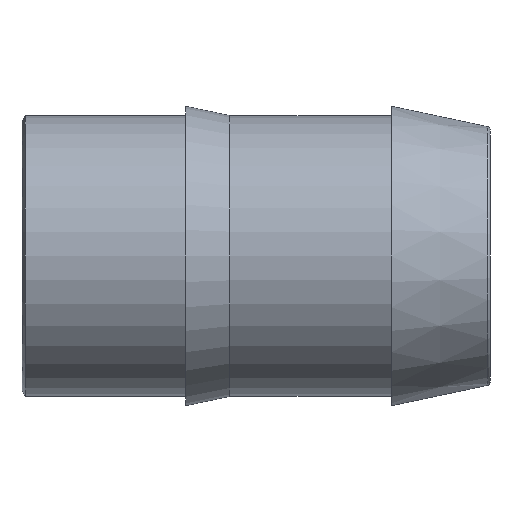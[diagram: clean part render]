
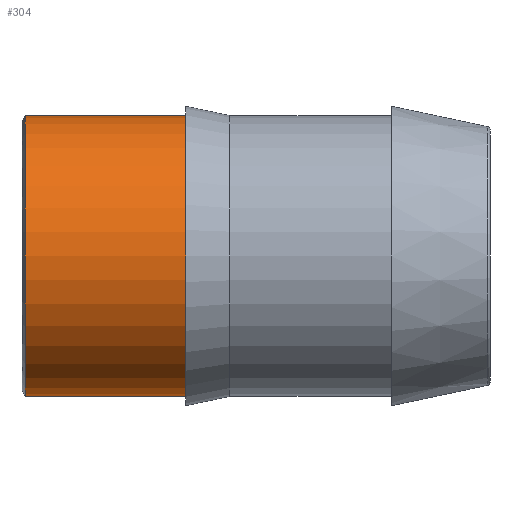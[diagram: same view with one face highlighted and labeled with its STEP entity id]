
A CAD part, front view. The second image highlights one B-rep face of the part: STEP entity #304.
In plain terms, the highlighted cylindrical face has radius 22.5 mm (diameter 45 mm), a partial arc.
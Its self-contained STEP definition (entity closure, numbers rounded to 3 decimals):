
#17 = DIRECTION ( 'NONE',  ( 0., 0., 1. ) ) ;
#20 = VERTEX_POINT ( 'NONE', #415 ) ;
#55 = ORIENTED_EDGE ( 'NONE', *, *, #385, .F. ) ;
#66 = FACE_OUTER_BOUND ( 'NONE', #152, .T. ) ;
#68 = AXIS2_PLACEMENT_3D ( 'NONE', #180, #446, #187 ) ;
#112 = EDGE_CURVE ( 'NONE', #356, #193, #437, .T. ) ;
#131 = CARTESIAN_POINT ( 'NONE',  ( 10.031, 0., -22.5 ) ) ;
#151 = CARTESIAN_POINT ( 'NONE',  ( -29.871, 0., 0. ) ) ;
#152 = EDGE_LOOP ( 'NONE', ( #281, #395, #411, #55 ) ) ;
#168 = CARTESIAN_POINT ( 'NONE',  ( -15.686, 0., -22.5 ) ) ;
#180 = CARTESIAN_POINT ( 'NONE',  ( 10.031, 0., 0. ) ) ;
#187 = DIRECTION ( 'NONE',  ( 0., 0., 1. ) ) ;
#193 = VERTEX_POINT ( 'NONE', #168 ) ;
#208 = CARTESIAN_POINT ( 'NONE',  ( -15.686, 0., 22.5 ) ) ;
#233 = CYLINDRICAL_SURFACE ( 'NONE', #507, 22.5 ) ;
#268 = CARTESIAN_POINT ( 'NONE',  ( -15.686, 0., 0. ) ) ;
#271 = VERTEX_POINT ( 'NONE', #208 ) ;
#281 = ORIENTED_EDGE ( 'NONE', *, *, #112, .F. ) ;
#295 = CIRCLE ( 'NONE', #457, 22.5 ) ;
#299 = DIRECTION ( 'NONE',  ( -1., 0., 0. ) ) ;
#303 = DIRECTION ( 'NONE',  ( -1., 0., 0. ) ) ;
#304 = ADVANCED_FACE ( 'NONE', ( #66 ), #233, .T. ) ;
#306 = LINE ( 'NONE', #491, #480 ) ;
#356 = VERTEX_POINT ( 'NONE', #131 ) ;
#363 = CIRCLE ( 'NONE', #68, 22.5 ) ;
#374 = EDGE_CURVE ( 'NONE', #20, #271, #306, .T. ) ;
#385 = EDGE_CURVE ( 'NONE', #193, #271, #295, .T. ) ;
#395 = ORIENTED_EDGE ( 'NONE', *, *, #503, .T. ) ;
#408 = DIRECTION ( 'NONE',  ( -1., 0., 0. ) ) ;
#411 = ORIENTED_EDGE ( 'NONE', *, *, #374, .T. ) ;
#415 = CARTESIAN_POINT ( 'NONE',  ( 10.031, 0., 22.5 ) ) ;
#437 = LINE ( 'NONE', #508, #468 ) ;
#446 = DIRECTION ( 'NONE',  ( -1., 0., 0. ) ) ;
#457 = AXIS2_PLACEMENT_3D ( 'NONE', #268, #408, #17 ) ;
#468 = VECTOR ( 'NONE', #303, 1000. ) ;
#479 = DIRECTION ( 'NONE',  ( -1., 0., 0. ) ) ;
#480 = VECTOR ( 'NONE', #479, 1000. ) ;
#491 = CARTESIAN_POINT ( 'NONE',  ( -29.871, 0., 22.5 ) ) ;
#503 = EDGE_CURVE ( 'NONE', #356, #20, #363, .T. ) ;
#507 = AXIS2_PLACEMENT_3D ( 'NONE', #151, #299, #560 ) ;
#508 = CARTESIAN_POINT ( 'NONE',  ( -29.871, 0., -22.5 ) ) ;
#560 = DIRECTION ( 'NONE',  ( 0., 0., 1. ) ) ;
